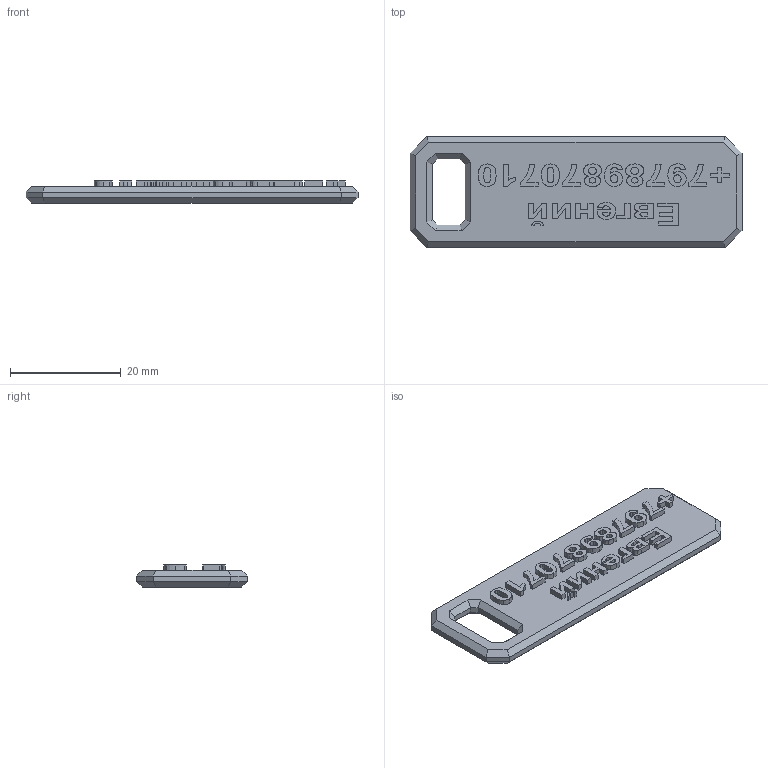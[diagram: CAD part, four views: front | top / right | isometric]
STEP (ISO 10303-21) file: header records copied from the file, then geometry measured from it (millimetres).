
FILE_DESCRIPTION(('STEP AP242'), '1');
FILE_NAME('item keychain', '', ('UNSPECIFIED'), ('UNSPECIFIED'), 'C3D Converter', 'C3D Toolkit', '');
FILE_SCHEMA(('AP242_MANAGED_MODEL_BASED_3D_ENGINEERING_MIM_LF { 1 0 10303 442 1 1 4 }'));
Length unit declared in the file: millimetre
Bounding box: 60 x 20 x 4 mm (x, y, z)
Volume: 3275.1 mm3; surface area: 2906.3 mm2
Topology: 1 solids, 1 shells, 397 faces, 1060 edges, 696 vertices
Faces by surface type: extrusion 213, plane 184
Entity records: 15704 total; most frequent: CARTESIAN_POINT 3432, ORIENTED_EDGE 2120, DIRECTION 1217, EDGE_CURVE 1060, VECTOR 847, VERTEX_POINT 696, B_SPLINE_CURVE_WITH_KNOTS 639, LINE 634
